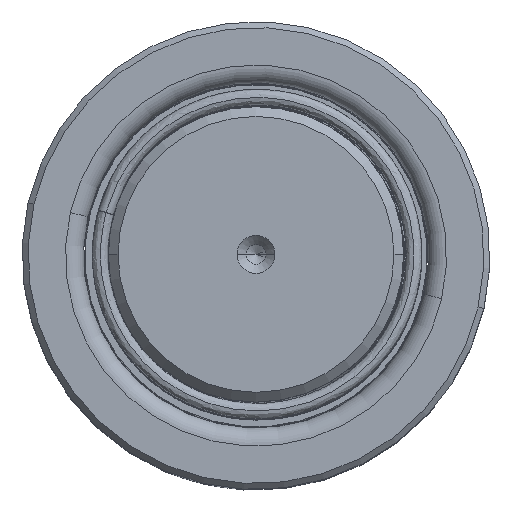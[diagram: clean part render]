
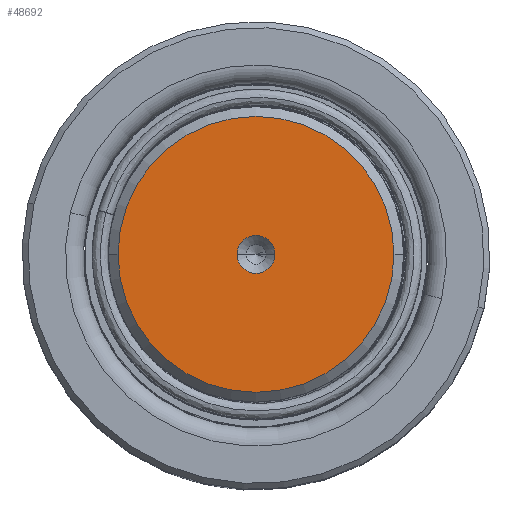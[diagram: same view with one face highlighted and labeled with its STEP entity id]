
A CAD part, top view. The second image highlights one B-rep face of the part: STEP entity #48692.
In plain terms, the highlighted planar face has unit normal (0, 0, 1).
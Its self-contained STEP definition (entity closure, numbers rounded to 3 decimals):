
#150 = CIRCLE ( 'NONE', #25861, 28.017 ) ;
#578 = CARTESIAN_POINT ( 'NONE',  ( 3.85, 0., 240. ) ) ;
#698 = FACE_OUTER_BOUND ( 'NONE', #3675, .T. ) ;
#812 = DIRECTION ( 'NONE',  ( 1., 0., 0. ) ) ;
#1164 = CARTESIAN_POINT ( 'NONE',  ( 0., 0., 240. ) ) ;
#3675 = EDGE_LOOP ( 'NONE', ( #9758, #52779 ) ) ;
#5784 = DIRECTION ( 'NONE',  ( 0., 0., 1. ) ) ;
#8769 = EDGE_CURVE ( 'NONE', #34845, #14841, #29471, .T. ) ;
#9758 = ORIENTED_EDGE ( 'NONE', *, *, #11435, .T. ) ;
#11435 = EDGE_CURVE ( 'NONE', #14841, #34845, #150, .T. ) ;
#11990 = ORIENTED_EDGE ( 'NONE', *, *, #54969, .F. ) ;
#14290 = EDGE_LOOP ( 'NONE', ( #49014, #11990 ) ) ;
#14552 = PLANE ( 'NONE',  #55517 ) ;
#14841 = VERTEX_POINT ( 'NONE', #53922 ) ;
#16768 = CIRCLE ( 'NONE', #39973, 3.85 ) ;
#23912 = CARTESIAN_POINT ( 'NONE',  ( 28.017, 0., 240. ) ) ;
#24644 = DIRECTION ( 'NONE',  ( 0., 0., 1. ) ) ;
#24807 = DIRECTION ( 'NONE',  ( 1., 0., 0. ) ) ;
#24869 = DIRECTION ( 'NONE',  ( 1., 0., 0. ) ) ;
#25861 = AXIS2_PLACEMENT_3D ( 'NONE', #1164, #24644, #43997 ) ;
#26708 = CIRCLE ( 'NONE', #35674, 3.85 ) ;
#28585 = DIRECTION ( 'NONE',  ( 0., 0., 1. ) ) ;
#29471 = CIRCLE ( 'NONE', #57832, 28.017 ) ;
#31124 = VERTEX_POINT ( 'NONE', #54128 ) ;
#32573 = VERTEX_POINT ( 'NONE', #578 ) ;
#33736 = CARTESIAN_POINT ( 'NONE',  ( 0., 0., 240. ) ) ;
#34845 = VERTEX_POINT ( 'NONE', #23912 ) ;
#35030 = CARTESIAN_POINT ( 'NONE',  ( 0., 0., 240. ) ) ;
#35674 = AXIS2_PLACEMENT_3D ( 'NONE', #35030, #52799, #24869 ) ;
#38417 = DIRECTION ( 'NONE',  ( 1., 0., 0. ) ) ;
#39973 = AXIS2_PLACEMENT_3D ( 'NONE', #56498, #28585, #812 ) ;
#41555 = FACE_BOUND ( 'NONE', #14290, .T. ) ;
#43758 = DIRECTION ( 'NONE',  ( 0., 0., 1. ) ) ;
#43997 = DIRECTION ( 'NONE',  ( 1., 0., 0. ) ) ;
#47629 = CARTESIAN_POINT ( 'NONE',  ( 0., 0., 240. ) ) ;
#48692 = ADVANCED_FACE ( 'NONE', ( #41555, #698 ), #14552, .T. ) ;
#49014 = ORIENTED_EDGE ( 'NONE', *, *, #53083, .F. ) ;
#52779 = ORIENTED_EDGE ( 'NONE', *, *, #8769, .T. ) ;
#52799 = DIRECTION ( 'NONE',  ( 0., 0., 1. ) ) ;
#53083 = EDGE_CURVE ( 'NONE', #32573, #31124, #26708, .T. ) ;
#53922 = CARTESIAN_POINT ( 'NONE',  ( -28.017, 0., 240. ) ) ;
#54128 = CARTESIAN_POINT ( 'NONE',  ( -3.85, 0., 240. ) ) ;
#54969 = EDGE_CURVE ( 'NONE', #31124, #32573, #16768, .T. ) ;
#55517 = AXIS2_PLACEMENT_3D ( 'NONE', #33736, #5784, #38417 ) ;
#56498 = CARTESIAN_POINT ( 'NONE',  ( 0., 0., 240. ) ) ;
#57832 = AXIS2_PLACEMENT_3D ( 'NONE', #47629, #43758, #24807 ) ;
